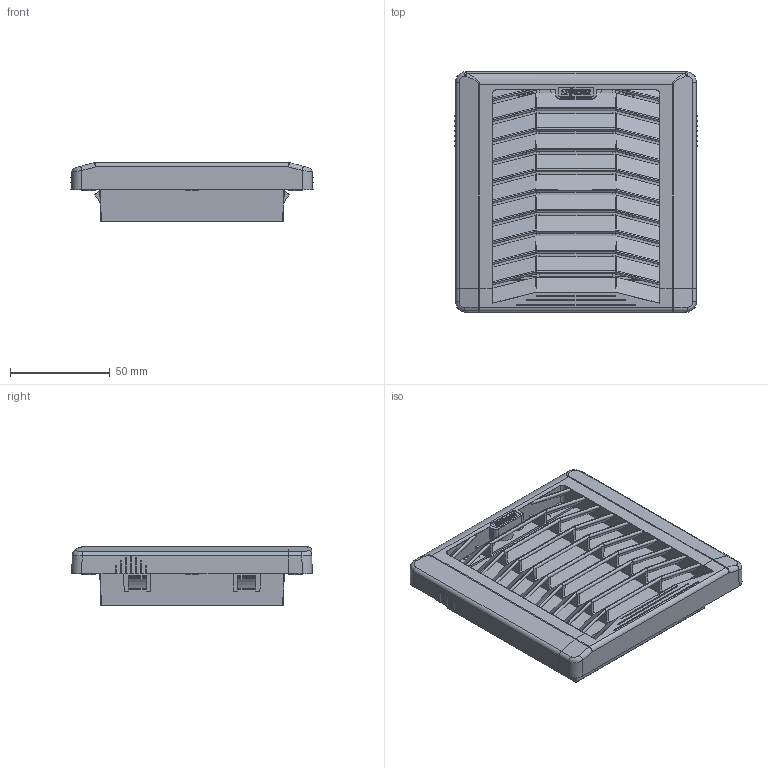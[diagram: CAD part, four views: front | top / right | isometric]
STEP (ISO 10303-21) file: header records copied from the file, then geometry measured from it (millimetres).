
FILE_DESCRIPTION(/* description */ (''),/* implementation_level */ '2;1');
FILE_NAME(/* name */ 'KIPVENT-100.01.300 Выпускная решётка в сборе.stp',/* time_stamp */ '2021-04-28T20:20:23+07:00',/* author */ ('YURY_'),/* organization */ (''),/* preprocessor_version */ 'ST-DEVELOPER v17.2',/* originating_system */ 'Autodesk Inventor 2019',/* authorisation */ '');
FILE_SCHEMA (('AUTOMOTIVE_DESIGN { 1 0 10303 214 3 1 1 }'));
Products named in the file (5): KIPVENT-100.01.300 Выпускная решётка 
в сборе; KIPVENT-100.01.300 Корпус; KIPVENT-100.01.300 Крышка; KIPVENT-100.01.300 Фильтр; KIPVENT-100.01.300 Заглушка
Assembly tree (4 placements, depth 2):
  KIPVENT-100.01.300 Выпускная решётка 
в сборе
    KIPVENT-100.01.300 Корпус
    KIPVENT-100.01.300 Крышка
    KIPVENT-100.01.300 Фильтр
    KIPVENT-100.01.300 Заглушка
Bounding box: 121.8 x 120.7 x 29.7 mm (x, y, z)
Volume: 192614.9 mm3; surface area: 116637.2 mm2
Topology: 4 solids, 4 shells, 3423 faces, 8738 edges, 5313 vertices
Faces by surface type: plane 1446, bspline 840, cylinder 774, sphere 153, cone 116, torus 94
Full cylindrical faces by diameter (mm): 3 x4, 3.242 x12, 5.8 x4
Entity records: 121786 total; most frequent: CARTESIAN_POINT 42663, ORIENTED_EDGE 17334, DIRECTION 14841, EDGE_CURVE 8667, VERTEX_POINT 5313, LINE 5041, VECTOR 5041, AXIS2_PLACEMENT_3D 4900
